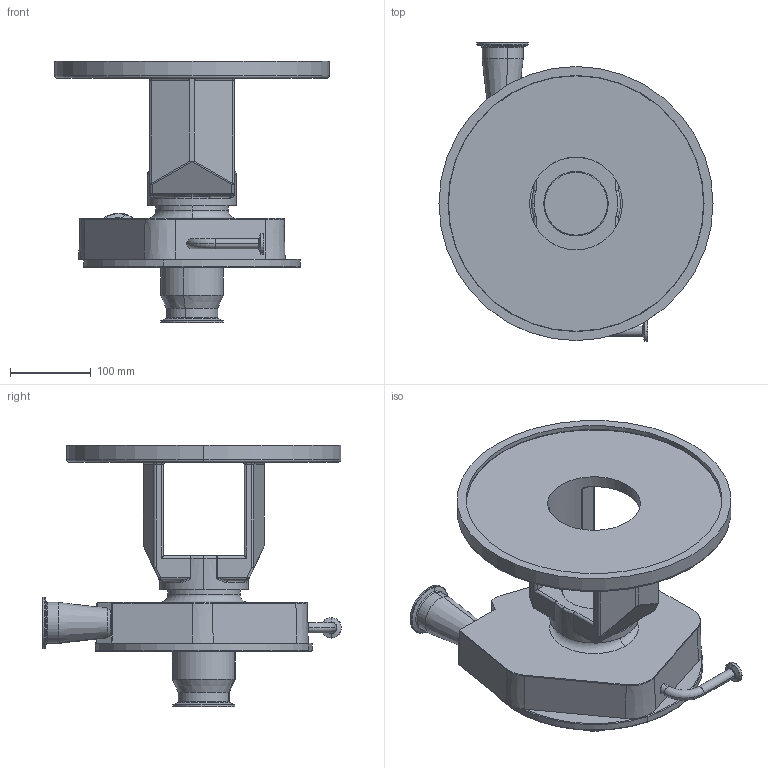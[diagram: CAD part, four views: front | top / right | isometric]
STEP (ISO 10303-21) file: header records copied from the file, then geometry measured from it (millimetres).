
FILE_DESCRIPTION (( 'STEP AP214' ), '1' );
FILE_NAME ('FPR 1741-1742 320TC VERT 1-2 IN ELBOW LEFT DRAIN.STEP', '2023-01-12T20:18:56', ( '' ), ( '' ), 'SwSTEP 2.0', 'SolidWorks 2021', '' );
FILE_SCHEMA (( 'AUTOMOTIVE_DESIGN' ));
Length unit declared in the file: millimetre
Products named in the file (1): FPR 1741-1742 320TC VERT 1-2 IN ELBOW LEFT DRAIN
Bounding box: 340 x 370.7 x 324.5 mm (x, y, z)
Volume: 4052145.8 mm3; surface area: 651127.6 mm2
Topology: 1 solids, 6 shells, 414 faces, 923 edges, 525 vertices
Faces by surface type: cylinder 138, torus 103, plane 71, cone 70, bspline 21, sphere 11
Entity records: 13193 total; most frequent: CARTESIAN_POINT 4000, DIRECTION 2103, ORIENTED_EDGE 1818, EDGE_CURVE 909, AXIS2_PLACEMENT_3D 905, VERTEX_POINT 525, CIRCLE 511, EDGE_LOOP 440
